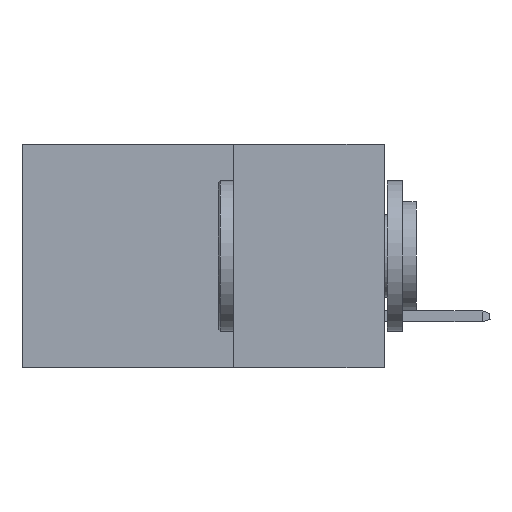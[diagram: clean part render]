
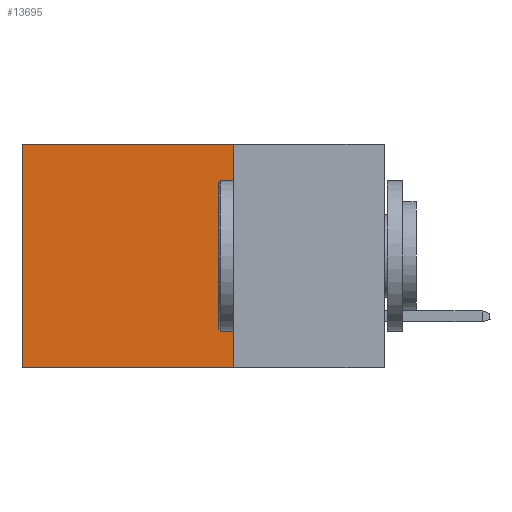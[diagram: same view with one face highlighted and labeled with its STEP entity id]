
A CAD part, left-side view. The second image highlights one B-rep face of the part: STEP entity #13695.
In plain terms, the highlighted planar face has unit normal (-1, 0, 0).
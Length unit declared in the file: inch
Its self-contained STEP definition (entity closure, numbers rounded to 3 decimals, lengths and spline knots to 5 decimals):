
#1271 = CARTESIAN_POINT ( 'NONE',  ( 0.298, 0.25, 0. ) ) ;
#2253 = ORIENTED_EDGE ( 'NONE', *, *, #20709, .F. ) ;
#3584 = VERTEX_POINT ( 'NONE', #22036 ) ;
#3667 = CARTESIAN_POINT ( 'NONE',  ( 0.298, 0.25, 0. ) ) ;
#4711 = VECTOR ( 'NONE', #18242, 39.37008 ) ;
#4785 = AXIS2_PLACEMENT_3D ( 'NONE', #9239, #23556, #9429 ) ;
#5069 = EDGE_CURVE ( 'NONE', #3584, #19224, #19514, .T. ) ;
#5760 = VECTOR ( 'NONE', #15618, 39.37008 ) ;
#6041 = EDGE_CURVE ( 'NONE', #22574, #8324, #24889, .T. ) ;
#7134 = ORIENTED_EDGE ( 'NONE', *, *, #5069, .T. ) ;
#7298 = EDGE_CURVE ( 'NONE', #19224, #8324, #11116, .T. ) ;
#8324 = VERTEX_POINT ( 'NONE', #21125 ) ;
#9239 = CARTESIAN_POINT ( 'NONE',  ( 0.298, 0.25, 0. ) ) ;
#9429 = DIRECTION ( 'NONE',  ( 0., 0., -1. ) ) ;
#9559 = LINE ( 'NONE', #3667, #16286 ) ;
#11116 = LINE ( 'NONE', #18777, #18463 ) ;
#13271 = ORIENTED_EDGE ( 'NONE', *, *, #7298, .T. ) ;
#13580 = ORIENTED_EDGE ( 'NONE', *, *, #6041, .F. ) ;
#13695 = ADVANCED_FACE ( 'NONE', ( #19968 ), #21508, .F. ) ;
#15618 = DIRECTION ( 'NONE',  ( 0., 1., 0. ) ) ;
#16188 = CARTESIAN_POINT ( 'NONE',  ( 0.298, 0.25, -0.37 ) ) ;
#16286 = VECTOR ( 'NONE', #19647, 39.37008 ) ;
#16759 = CARTESIAN_POINT ( 'NONE',  ( 0.298, 0.25, -0.37 ) ) ;
#18242 = DIRECTION ( 'NONE',  ( 0., 1., 0. ) ) ;
#18364 = EDGE_LOOP ( 'NONE', ( #13271, #13580, #2253, #7134 ) ) ;
#18463 = VECTOR ( 'NONE', #24935, 39.37008 ) ;
#18777 = CARTESIAN_POINT ( 'NONE',  ( 0.298, 0.6, 0. ) ) ;
#19224 = VERTEX_POINT ( 'NONE', #25587 ) ;
#19514 = LINE ( 'NONE', #1271, #5760 ) ;
#19647 = DIRECTION ( 'NONE',  ( 0., 0., -1. ) ) ;
#19968 = FACE_OUTER_BOUND ( 'NONE', #18364, .T. ) ;
#20709 = EDGE_CURVE ( 'NONE', #3584, #22574, #9559, .T. ) ;
#21125 = CARTESIAN_POINT ( 'NONE',  ( 0.298, 0.6, -0.37 ) ) ;
#21508 = PLANE ( 'NONE',  #4785 ) ;
#22036 = CARTESIAN_POINT ( 'NONE',  ( 0.298, 0.25, 0. ) ) ;
#22574 = VERTEX_POINT ( 'NONE', #16759 ) ;
#23556 = DIRECTION ( 'NONE',  ( 1., 0., 0. ) ) ;
#24889 = LINE ( 'NONE', #16188, #4711 ) ;
#24935 = DIRECTION ( 'NONE',  ( 0., 0., -1. ) ) ;
#25587 = CARTESIAN_POINT ( 'NONE',  ( 0.298, 0.6, 0. ) ) ;
